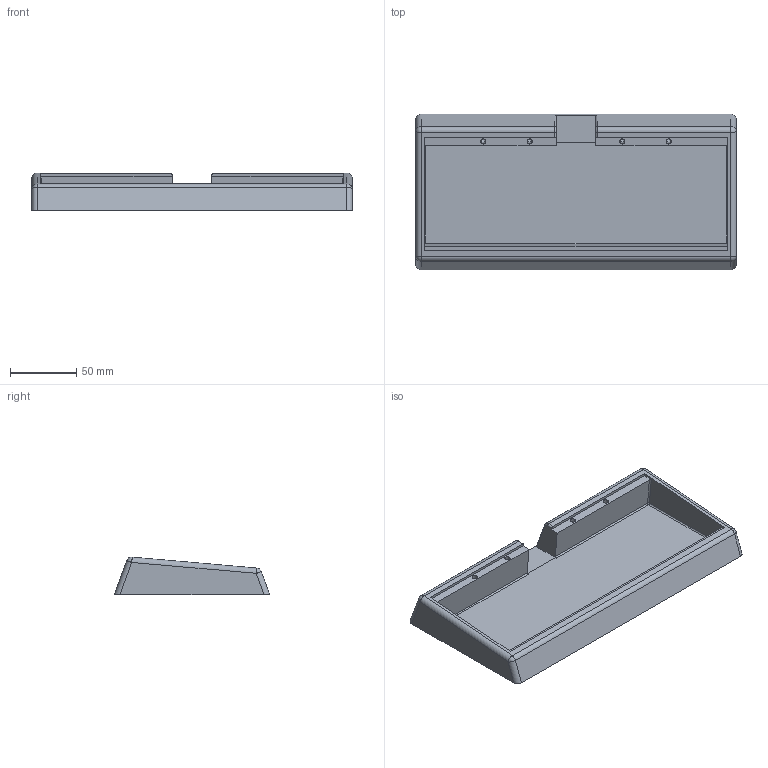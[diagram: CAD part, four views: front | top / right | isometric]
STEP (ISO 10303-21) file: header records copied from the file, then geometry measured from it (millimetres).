
FILE_DESCRIPTION(('FreeCAD Model'),'2;1');
FILE_NAME('Open CASCADE Shape Model','2023-09-20T20:02:57',(''),(''), 'Open CASCADE STEP processor 7.6','FreeCAD','Unknown');
FILE_SCHEMA(('AUTOMOTIVE_DESIGN { 1 0 10303 214 1 1 1 1 }'));
Length unit declared in the file: millimetre
Products named in the file (1): Body
Bounding box: 242 x 117.35 x 28.45 mm (x, y, z)
Volume: 231182.3 mm3; surface area: 83205.2 mm2
Topology: 1 solids, 1 shells, 61 faces, 159 edges, 92 vertices
Faces by surface type: cylinder 26, plane 21, sphere 8, cone 4, torus 2
Full cylindrical faces by diameter (mm): 3.9 x4
Entity records: 3752 total; most frequent: CARTESIAN_POINT 685, DIRECTION 603, LINE 361, VECTOR 361, ORIENTED_EDGE 294, PCURVE 294, DEFINITIONAL_REPRESENTATION 294, EDGE_CURVE 147
